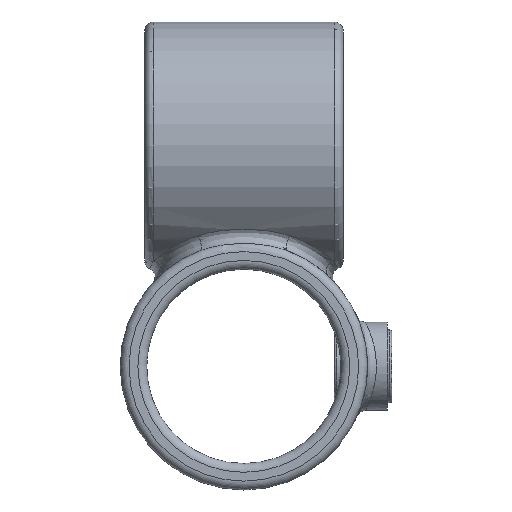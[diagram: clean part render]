
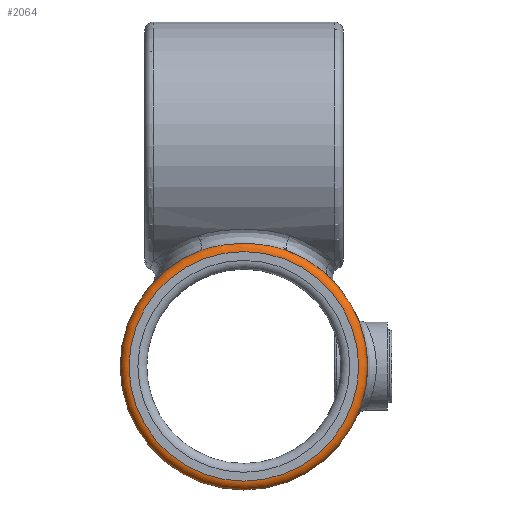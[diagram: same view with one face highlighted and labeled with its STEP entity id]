
A CAD part, left-side view. The second image highlights one B-rep face of the part: STEP entity #2064.
In plain terms, the highlighted toroidal (fillet/blend) face has major radius 26 mm and minor radius 2 mm.
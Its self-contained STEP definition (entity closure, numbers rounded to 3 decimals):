
#48 = CIRCLE ( 'NONE', #2854, 28. ) ;
#135 = DIRECTION ( 'NONE',  ( -1., 0., 0. ) ) ;
#137 = CARTESIAN_POINT ( 'NONE',  ( -20.985, 6.636, -22.844 ) ) ;
#149 = CARTESIAN_POINT ( 'NONE',  ( -20.666, 9.038, -23.486 ) ) ;
#278 = DIRECTION ( 'NONE',  ( 0., 0., -1. ) ) ;
#376 = B_SPLINE_CURVE_WITH_KNOTS ( 'NONE', 3,
 ( #2612, #3187, #1974, #3513, #752, #2880, #2599, #1323, #432, #2917, #3816, #3202, #137, #457, #149, #1024 ),
 .UNSPECIFIED., .F., .F.,
 ( 4, 2, 2, 2, 2, 2, 2, 4 ),
 ( 0., 0.003, 0.005, 0.01, 0.013, 0.015, 0.018, 0.02 ),
 .UNSPECIFIED. ) ;
#432 = CARTESIAN_POINT ( 'NONE',  ( -21.272, 1.665, -22.192 ) ) ;
#457 = CARTESIAN_POINT ( 'NONE',  ( -20.787, 8.245, -23.248 ) ) ;
#474 = EDGE_LOOP ( 'NONE', ( #3958, #3834 ) ) ;
#538 = CIRCLE ( 'NONE', #1239, 26. ) ;
#710 = AXIS2_PLACEMENT_3D ( 'NONE', #1157, #3333, #974 ) ;
#752 = CARTESIAN_POINT ( 'NONE',  ( -21.06, -5.813, -22.678 ) ) ;
#822 = EDGE_CURVE ( 'NONE', #1884, #3573, #48, .T. ) ;
#974 = DIRECTION ( 'NONE',  ( 0., 0., -1. ) ) ;
#976 = EDGE_CURVE ( 'NONE', #1884, #3573, #376, .T. ) ;
#1024 = CARTESIAN_POINT ( 'NONE',  ( -20.5, 9.814, -23.776 ) ) ;
#1157 = CARTESIAN_POINT ( 'NONE',  ( -20.5, 0., -50. ) ) ;
#1239 = AXIS2_PLACEMENT_3D ( 'NONE', #1926, #135, #2845 ) ;
#1323 = CARTESIAN_POINT ( 'NONE',  ( -21.285, 0.832, -22.16 ) ) ;
#1495 = ORIENTED_EDGE ( 'NONE', *, *, #2278, .F. ) ;
#1792 = FACE_OUTER_BOUND ( 'NONE', #474, .T. ) ;
#1884 = VERTEX_POINT ( 'NONE', #3613 ) ;
#1926 = CARTESIAN_POINT ( 'NONE',  ( -22.5, 0., -50. ) ) ;
#1974 = CARTESIAN_POINT ( 'NONE',  ( -20.787, -8.245, -23.248 ) ) ;
#2064 = ADVANCED_FACE ( 'NONE', ( #3434, #1792 ), #2618, .T. ) ;
#2111 = CARTESIAN_POINT ( 'NONE',  ( -20.5, 0., -50. ) ) ;
#2278 = EDGE_CURVE ( 'NONE', #3188, #3188, #538, .T. ) ;
#2475 = EDGE_LOOP ( 'NONE', ( #1495 ) ) ;
#2599 = CARTESIAN_POINT ( 'NONE',  ( -21.285, -1.664, -22.16 ) ) ;
#2612 = CARTESIAN_POINT ( 'NONE',  ( -20.5, -9.814, -23.776 ) ) ;
#2618 = TOROIDAL_SURFACE ( 'NONE', #710, 26., 2. ) ;
#2655 = CARTESIAN_POINT ( 'NONE',  ( -22.5, 0., -76. ) ) ;
#2845 = DIRECTION ( 'NONE',  ( 0., 0., -1. ) ) ;
#2854 = AXIS2_PLACEMENT_3D ( 'NONE', #2111, #3049, #278 ) ;
#2880 = CARTESIAN_POINT ( 'NONE',  ( -21.236, -3.325, -22.284 ) ) ;
#2917 = CARTESIAN_POINT ( 'NONE',  ( -21.218, 3.331, -22.32 ) ) ;
#3049 = DIRECTION ( 'NONE',  ( 1., 0., 0. ) ) ;
#3187 = CARTESIAN_POINT ( 'NONE',  ( -20.666, -9.039, -23.486 ) ) ;
#3188 = VERTEX_POINT ( 'NONE', #2655 ) ;
#3202 = CARTESIAN_POINT ( 'NONE',  ( -21.06, 5.82, -22.679 ) ) ;
#3333 = DIRECTION ( 'NONE',  ( 1., 0., 0. ) ) ;
#3382 = CARTESIAN_POINT ( 'NONE',  ( -20.5, 9.814, -23.776 ) ) ;
#3434 = FACE_OUTER_BOUND ( 'NONE', #2475, .T. ) ;
#3513 = CARTESIAN_POINT ( 'NONE',  ( -20.985, -6.632, -22.843 ) ) ;
#3573 = VERTEX_POINT ( 'NONE', #3382 ) ;
#3613 = CARTESIAN_POINT ( 'NONE',  ( -20.5, -9.814, -23.776 ) ) ;
#3816 = CARTESIAN_POINT ( 'NONE',  ( -21.176, 4.169, -22.418 ) ) ;
#3834 = ORIENTED_EDGE ( 'NONE', *, *, #976, .T. ) ;
#3958 = ORIENTED_EDGE ( 'NONE', *, *, #822, .F. ) ;
